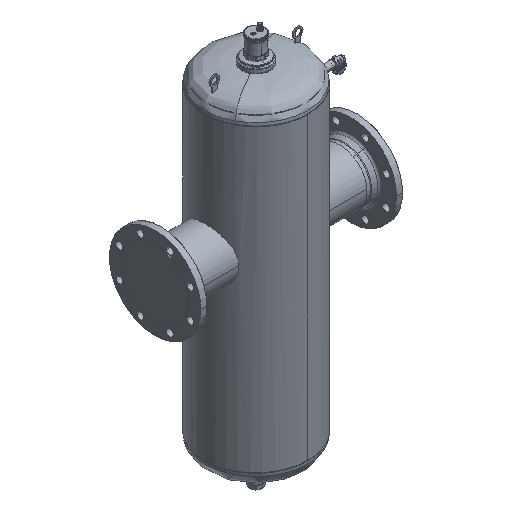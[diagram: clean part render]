
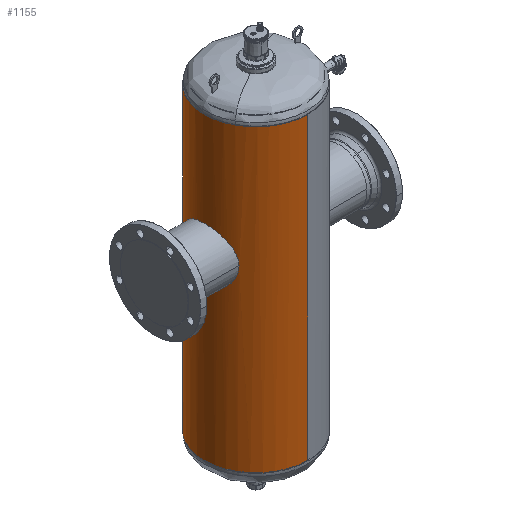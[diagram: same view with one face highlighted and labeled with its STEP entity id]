
A CAD part, isometric view. The second image highlights one B-rep face of the part: STEP entity #1155.
In plain terms, the highlighted cylindrical face has radius 161.95 mm (diameter 323.9 mm), a partial arc.
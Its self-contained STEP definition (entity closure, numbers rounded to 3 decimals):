
#1028=CARTESIAN_POINT('Axis2P3D Location',(0.,0.,467.5)) ;
#1033=CARTESIAN_POINT('Axis2P3D Location',(0.,0.,935.)) ;
#1037=CARTESIAN_POINT('Vertex',(-142.124,-77.643,935.)) ;
#1039=CARTESIAN_POINT('Vertex',(0.,-161.95,935.)) ;
#1042=CARTESIAN_POINT('Axis2P3D Location',(0.,0.,935.)) ;
#1046=CARTESIAN_POINT('Vertex',(0.,161.95,935.)) ;
#1049=CARTESIAN_POINT('Line Origine',(0.,161.95,467.5)) ;
#1053=CARTESIAN_POINT('Vertex',(0.,161.95,0.)) ;
#1056=CARTESIAN_POINT('Axis2P3D Location',(0.,0.,0.)) ;
#1060=CARTESIAN_POINT('Vertex',(-142.124,77.643,0.)) ;
#1063=CARTESIAN_POINT('Axis2P3D Location',(0.,0.,0.)) ;
#1067=CARTESIAN_POINT('Vertex',(0.,-161.95,0.)) ;
#1070=CARTESIAN_POINT('Line Origine',(0.,-161.95,467.5)) ;
#1084=CARTESIAN_POINT('Control Point',(-137.912,-84.9,556.)) ;
#1085=CARTESIAN_POINT('Control Point',(-137.912,-84.9,550.712)) ;
#1086=CARTESIAN_POINT('Control Point',(-138.166,-84.488,545.424)) ;
#1087=CARTESIAN_POINT('Control Point',(-138.673,-83.665,540.196)) ;
#1088=CARTESIAN_POINT('Control Point',(-140.518,-80.594,527.296)) ;
#1089=CARTESIAN_POINT('Control Point',(-143.532,-75.165,515.366)) ;
#1090=CARTESIAN_POINT('Control Point',(-145.633,-71.11,508.649)) ;
#1091=CARTESIAN_POINT('Control Point',(-149.158,-63.539,498.816)) ;
#1092=CARTESIAN_POINT('Control Point',(-152.627,-54.347,490.531)) ;
#1093=CARTESIAN_POINT('Control Point',(-153.88,-50.716,487.678)) ;
#1094=CARTESIAN_POINT('Control Point',(-156.275,-43.007,482.426)) ;
#1095=CARTESIAN_POINT('Control Point',(-158.309,-34.574,478.241)) ;
#1096=CARTESIAN_POINT('Control Point',(-159.215,-30.164,476.423)) ;
#1097=CARTESIAN_POINT('Control Point',(-160.705,-21.305,473.484)) ;
#1098=CARTESIAN_POINT('Control Point',(-161.597,-12.055,471.773)) ;
#1099=CARTESIAN_POINT('Control Point',(-161.874,-7.491,471.244)) ;
#1100=CARTESIAN_POINT('Control Point',(-162.117,2.257,470.78)) ;
#1101=CARTESIAN_POINT('Control Point',(-161.63,11.97,471.711)) ;
#1102=CARTESIAN_POINT('Control Point',(-161.169,17.046,472.592)) ;
#1103=CARTESIAN_POINT('Control Point',(-159.954,26.367,474.945)) ;
#1104=CARTESIAN_POINT('Control Point',(-158.166,35.178,478.54)) ;
#1105=CARTESIAN_POINT('Control Point',(-157.221,39.157,480.476)) ;
#1106=CARTESIAN_POINT('Control Point',(-154.737,48.36,485.715)) ;
#1107=CARTESIAN_POINT('Control Point',(-151.866,56.586,492.264)) ;
#1108=CARTESIAN_POINT('Control Point',(-150.116,61.022,496.5)) ;
#1109=CARTESIAN_POINT('Control Point',(-147.346,67.394,503.779)) ;
#1110=CARTESIAN_POINT('Control Point',(-144.747,72.682,511.906)) ;
#1111=CARTESIAN_POINT('Control Point',(-143.831,74.471,514.997)) ;
#1112=CARTESIAN_POINT('Control Point',(-141.281,79.277,524.413)) ;
#1113=CARTESIAN_POINT('Control Point',(-139.315,82.623,534.619)) ;
#1114=CARTESIAN_POINT('Control Point',(-138.379,84.142,541.645)) ;
#1115=CARTESIAN_POINT('Control Point',(-137.912,84.9,548.822)) ;
#1116=CARTESIAN_POINT('Control Point',(-137.912,84.9,556.)) ;
#1117=CARTESIAN_POINT('Vertex',(-137.912,-84.9,556.)) ;
#1119=CARTESIAN_POINT('Vertex',(-137.912,84.9,556.)) ;
#1123=CARTESIAN_POINT('Control Point',(-137.912,84.9,556.)) ;
#1124=CARTESIAN_POINT('Control Point',(-137.912,84.9,559.683)) ;
#1125=CARTESIAN_POINT('Control Point',(-138.035,84.7,563.366)) ;
#1126=CARTESIAN_POINT('Control Point',(-138.281,84.301,567.028)) ;
#1127=CARTESIAN_POINT('Control Point',(-139.318,82.598,577.4)) ;
#1128=CARTESIAN_POINT('Control Point',(-141.216,79.346,587.318)) ;
#1129=CARTESIAN_POINT('Control Point',(-142.744,76.618,593.476)) ;
#1130=CARTESIAN_POINT('Control Point',(-146.037,70.303,604.653)) ;
#1131=CARTESIAN_POINT('Control Point',(-149.674,62.089,614.385)) ;
#1132=CARTESIAN_POINT('Control Point',(-151.428,57.738,618.692)) ;
#1133=CARTESIAN_POINT('Control Point',(-155.517,46.316,628.133)) ;
#1134=CARTESIAN_POINT('Control Point',(-158.893,32.914,635.004)) ;
#1135=CARTESIAN_POINT('Control Point',(-160.455,24.479,638.036)) ;
#1136=CARTESIAN_POINT('Control Point',(-162.001,10.629,641.001)) ;
#1137=CARTESIAN_POINT('Control Point',(-162.034,-3.514,641.06)) ;
#1138=CARTESIAN_POINT('Control Point',(-161.84,-8.638,640.692)) ;
#1139=CARTESIAN_POINT('Control Point',(-160.748,-22.691,638.608)) ;
#1140=CARTESIAN_POINT('Control Point',(-158.256,-35.945,633.7)) ;
#1141=CARTESIAN_POINT('Control Point',(-156.191,-43.855,629.497)) ;
#1142=CARTESIAN_POINT('Control Point',(-151.678,-57.712,619.678)) ;
#1143=CARTESIAN_POINT('Control Point',(-146.819,-68.685,606.869)) ;
#1144=CARTESIAN_POINT('Control Point',(-144.56,-73.211,600.13)) ;
#1145=CARTESIAN_POINT('Control Point',(-141.108,-79.593,587.619)) ;
#1146=CARTESIAN_POINT('Control Point',(-138.889,-83.315,573.881)) ;
#1147=CARTESIAN_POINT('Control Point',(-138.237,-84.372,567.978)) ;
#1148=CARTESIAN_POINT('Control Point',(-137.912,-84.9,561.989)) ;
#1149=CARTESIAN_POINT('Control Point',(-137.912,-84.9,556.)) ;
#1051=VECTOR('Line Direction',#1050,1.) ;
#1072=VECTOR('Line Direction',#1071,1.) ;
#1029=DIRECTION('Axis2P3D Direction',(0.,0.,1.)) ;
#1030=DIRECTION('Axis2P3D XDirection',(0.,-1.,-0.)) ;
#1034=DIRECTION('Axis2P3D Direction',(0.,0.,1.)) ;
#1043=DIRECTION('Axis2P3D Direction',(0.,0.,1.)) ;
#1050=DIRECTION('Vector Direction',(0.,0.,1.)) ;
#1057=DIRECTION('Axis2P3D Direction',(0.,0.,1.)) ;
#1064=DIRECTION('Axis2P3D Direction',(0.,0.,1.)) ;
#1071=DIRECTION('Vector Direction',(0.,0.,1.)) ;
#1031=AXIS2_PLACEMENT_3D('Cylinder Axis2P3D',#1028,#1029,#1030) ;
#1035=AXIS2_PLACEMENT_3D('Circle Axis2P3D',#1033,#1034,$) ;
#1044=AXIS2_PLACEMENT_3D('Circle Axis2P3D',#1042,#1043,$) ;
#1058=AXIS2_PLACEMENT_3D('Circle Axis2P3D',#1056,#1057,$) ;
#1065=AXIS2_PLACEMENT_3D('Circle Axis2P3D',#1063,#1064,$) ;
#1052=LINE('Line',#1049,#1051) ;
#1073=LINE('Line',#1070,#1072) ;
#1036=CIRCLE('generated circle',#1035,161.95) ;
#1045=CIRCLE('generated circle',#1044,161.95) ;
#1059=CIRCLE('generated circle',#1058,161.95) ;
#1066=CIRCLE('generated circle',#1065,161.95) ;
#1032=CYLINDRICAL_SURFACE('generated cylinder',#1031,161.95) ;
#1154=FACE_BOUND('',#1151,.T.) ;
#1041=EDGE_CURVE('',#1038,#1040,#1036,.T.) ;
#1048=EDGE_CURVE('',#1047,#1038,#1045,.T.) ;
#1055=EDGE_CURVE('',#1047,#1054,#1052,.F.) ;
#1062=EDGE_CURVE('',#1061,#1054,#1059,.F.) ;
#1069=EDGE_CURVE('',#1068,#1061,#1066,.F.) ;
#1074=EDGE_CURVE('',#1040,#1068,#1073,.F.) ;
#1121=EDGE_CURVE('',#1118,#1120,#1083,.T.) ;
#1150=EDGE_CURVE('',#1120,#1118,#1122,.T.) ;
#1076=ORIENTED_EDGE('',*,*,#1041,.F.) ;
#1077=ORIENTED_EDGE('',*,*,#1048,.F.) ;
#1078=ORIENTED_EDGE('',*,*,#1055,.T.) ;
#1079=ORIENTED_EDGE('',*,*,#1062,.F.) ;
#1080=ORIENTED_EDGE('',*,*,#1069,.F.) ;
#1081=ORIENTED_EDGE('',*,*,#1074,.F.) ;
#1152=ORIENTED_EDGE('',*,*,#1121,.T.) ;
#1153=ORIENTED_EDGE('',*,*,#1150,.T.) ;
#1075=EDGE_LOOP('',(#1076,#1077,#1078,#1079,#1080,#1081)) ;
#1151=EDGE_LOOP('',(#1152,#1153)) ;
#1038=VERTEX_POINT('',#1037) ;
#1040=VERTEX_POINT('',#1039) ;
#1047=VERTEX_POINT('',#1046) ;
#1054=VERTEX_POINT('',#1053) ;
#1061=VERTEX_POINT('',#1060) ;
#1068=VERTEX_POINT('',#1067) ;
#1118=VERTEX_POINT('',#1117) ;
#1120=VERTEX_POINT('',#1119) ;
#1155=ADVANCED_FACE('PartBody',(#1082,#1154),#1032,.T.) ;
#1083=B_SPLINE_CURVE_WITH_KNOTS('',5,(#1084,#1085,#1086,#1087,#1088,#1089,#1090,#1091,#1092,#1093,#1094,#1095,#1096,#1097,#1098,#1099,#1100,#1101,#1102,#1103,#1104,#1105,#1106,#1107,#1108,#1109,#1110,#1111,#1112,#1113,#1114,#1115,#1116),.UNSPECIFIED.,.F.,.U.,(6,3,3,3,3,3,3,3,3,3,6),(384.646,422.037,478.99,512.72,546.927,579.354,615.758,647.652,692.514,718.538,769.291),.UNSPECIFIED.) ;
#1122=B_SPLINE_CURVE_WITH_KNOTS('',5,(#1123,#1124,#1125,#1126,#1127,#1128,#1129,#1130,#1131,#1132,#1133,#1134,#1135,#1136,#1137,#1138,#1139,#1140,#1141,#1142,#1143,#1144,#1145,#1146,#1147,#1148,#1149),.UNSPECIFIED.,.F.,.U.,(6,3,3,3,3,3,3,3,6),(0.,26.043,74.542,119.335,182.809,218.989,283.219,342.294,384.646),.UNSPECIFIED.) ;
#1082=FACE_OUTER_BOUND('',#1075,.T.) ;
